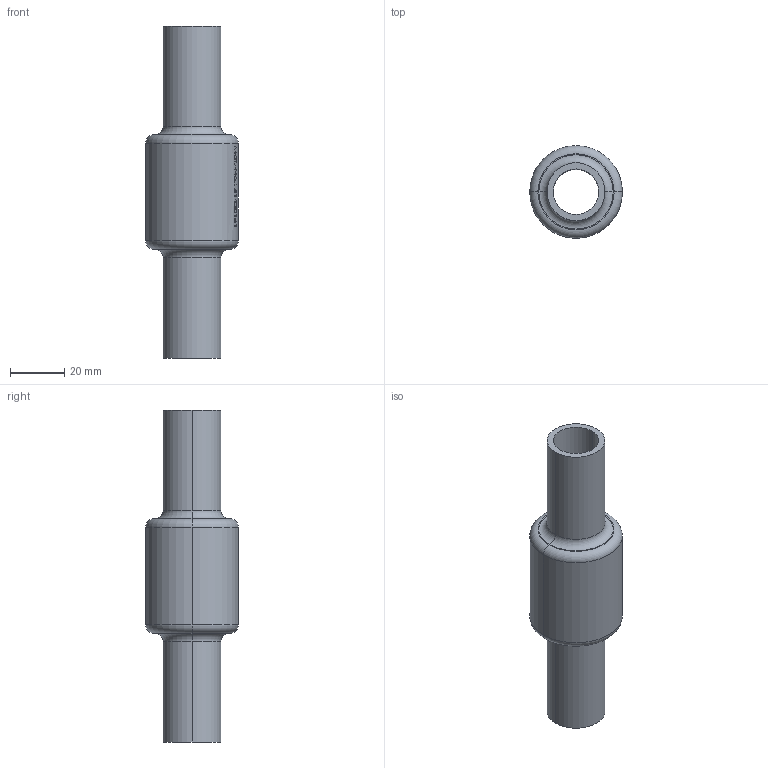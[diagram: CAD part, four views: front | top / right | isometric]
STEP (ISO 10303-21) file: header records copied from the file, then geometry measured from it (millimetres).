
FILE_DESCRIPTION (( 'STEP AP214' ), '1' );
FILE_NAME ('7110000_DN015_ PN25_51420161.STEP', '2022-02-25T07:44:50', ( 'axxx' ), ( 'Hewlett-Packard Company' ), 'SwSTEP 2.0', 'SolidWorks 2019', '' );
FILE_SCHEMA (( 'AUTOMOTIVE_DESIGN' ));
Length unit declared in the file: millimetre
Products named in the file (1): 7110000_DN015_ PN25_51420161
Bounding box: 34 x 34 x 122 mm (x, y, z)
Volume: 39646.7 mm3; surface area: 18289.4 mm2
Topology: 1 solids, 1 shells, 498 faces, 1342 edges, 892 vertices
Faces by surface type: plane 253, bspline 201, cylinder 36, torus 8
Entity records: 26619 total; most frequent: CARTESIAN_POINT 15567, ORIENTED_EDGE 2684, DIRECTION 1566, EDGE_CURVE 1342, VERTEX_POINT 892, VECTOR 744, LINE 744, EDGE_LOOP 546
